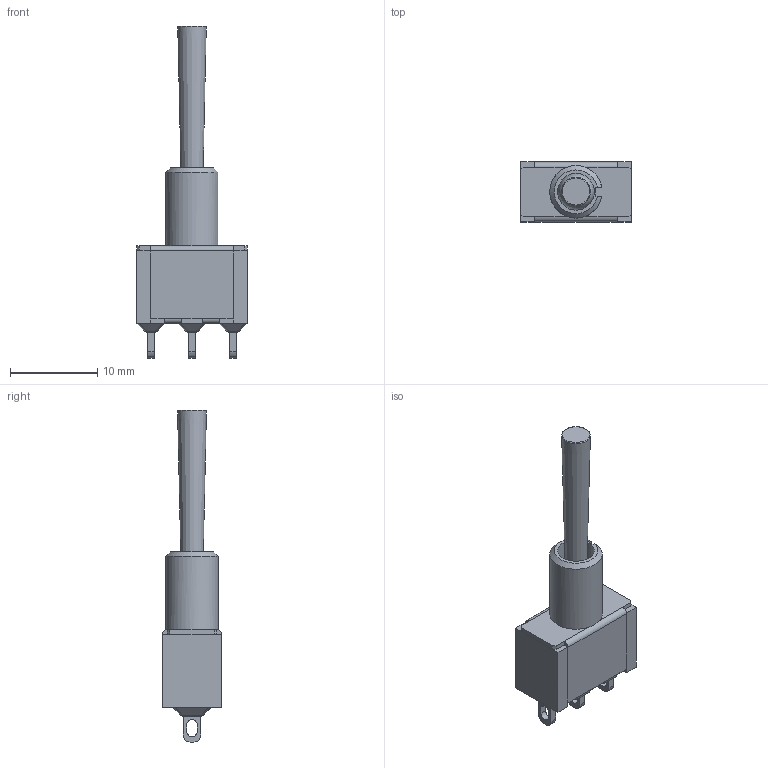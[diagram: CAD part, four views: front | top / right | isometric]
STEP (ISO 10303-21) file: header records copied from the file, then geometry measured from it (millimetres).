
FILE_DESCRIPTION(/* description */ (''),/* implementation_level */ '2;1');
FILE_NAME(/* name */ '100SPxT4B8M1xE.stp',/* time_stamp */ '2026-01-17T17:24:06-06:00',/* author */ ('jmeyers'),/* organization */ (''),/* preprocessor_version */ 'ST-DEVELOPER v18.1',/* originating_system */ 'Autodesk Inventor 2022',/* authorisation */ '');
FILE_SCHEMA (('AUTOMOTIVE_DESIGN { 1 0 10303 214 3 1 1 }'));
Length unit declared in the file: inch
Products named in the file (1): Part32
Bounding box: 12.7 x 6.86 x 38 mm (x, y, z)
Volume: 1078.2 mm3; surface area: 1136.2 mm2
Topology: 2 solids, 8 shells, 232 faces, 558 edges, 325 vertices
Faces by surface type: plane 162, cylinder 53, sphere 14, cone 2, torus 1
Full cylindrical faces by diameter (mm): 4.2 x2
Entity records: 6545 total; most frequent: DIRECTION 1141, CARTESIAN_POINT 1107, ORIENTED_EDGE 1090, EDGE_CURVE 545, LINE 411, VECTOR 411, AXIS2_PLACEMENT_3D 365, VERTEX_POINT 325
